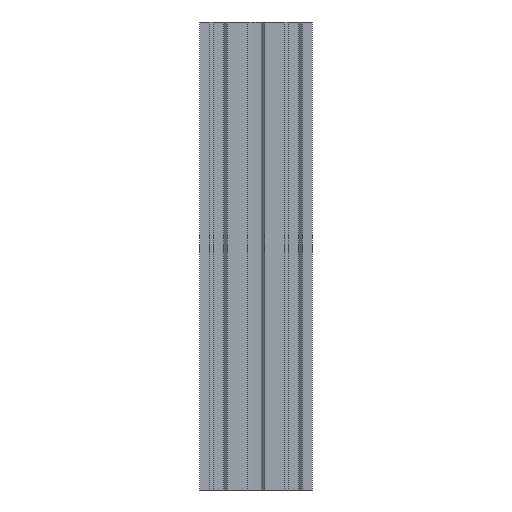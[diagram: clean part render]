
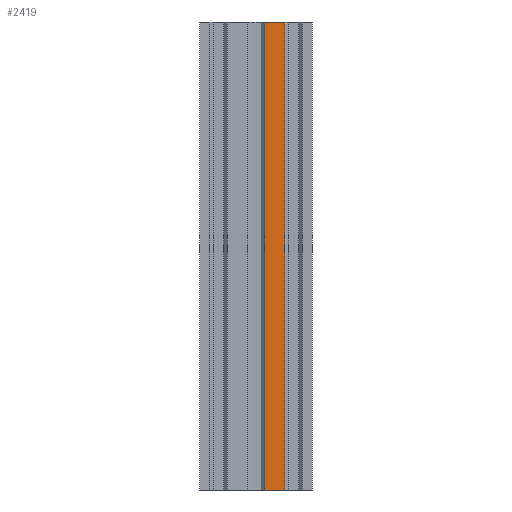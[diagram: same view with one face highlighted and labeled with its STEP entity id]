
A CAD part, left-side view. The second image highlights one B-rep face of the part: STEP entity #2419.
In plain terms, the highlighted planar face has unit normal (-1, 0, 0).
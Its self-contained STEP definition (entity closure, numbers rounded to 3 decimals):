
#96=FACE_OUTER_BOUND($,#221,.T.);
#221=EDGE_LOOP($,(#1931,#1932,#1933,#1934));
#341=LINE($,#3302,#665);
#463=LINE($,#3545,#787);
#532=LINE($,#3685,#856);
#552=LINE($,#3727,#876);
#665=VECTOR($,#2682,10.72);
#787=VECTOR($,#2824,10.72);
#856=VECTOR($,#2947,250.);
#876=VECTOR($,#3011,250.);
#986=VERTEX_POINT($,#3299);
#987=VERTEX_POINT($,#3301);
#1097=VERTEX_POINT($,#3542);
#1098=VERTEX_POINT($,#3544);
#1214=EDGE_CURVE($,#986,#987,#341,.T.);
#1336=EDGE_CURVE($,#1098,#1097,#463,.T.);
#1408=EDGE_CURVE($,#1097,#987,#532,.T.);
#1428=EDGE_CURVE($,#1098,#986,#552,.T.);
#1931=ORIENTED_EDGE($,*,*,#1336,.T.);
#1932=ORIENTED_EDGE($,*,*,#1408,.T.);
#1933=ORIENTED_EDGE($,*,*,#1214,.F.);
#1934=ORIENTED_EDGE($,*,*,#1428,.F.);
#2193=PLANE($,#2541);
#2419=ADVANCED_FACE($,(#96),#2193,.T.);
#2541=AXIS2_PLACEMENT_3D($,#3726,#3009,#3010);
#2682=DIRECTION($,(0.,-1.,0.));
#2824=DIRECTION($,(0.,-1.,0.));
#2947=DIRECTION($,(0.,0.,1.));
#3009=DIRECTION('center_axis',(-1.,0.,0.));
#3010=DIRECTION('ref_axis',(0.,-1.,0.));
#3011=DIRECTION($,(0.,0.,1.));
#3299=CARTESIAN_POINT('',(-10.,-24.64,250.));
#3301=CARTESIAN_POINT('',(-10.,-35.36,250.));
#3302=CARTESIAN_POINT($,(-10.,-24.64,250.));
#3542=CARTESIAN_POINT('',(-10.,-35.36,0.));
#3544=CARTESIAN_POINT('',(-10.,-24.64,0.));
#3545=CARTESIAN_POINT($,(-10.,-24.64,0.));
#3685=CARTESIAN_POINT($,(-10.,-35.36,0.));
#3726=CARTESIAN_POINT('Origin',(-10.,-24.64,0.));
#3727=CARTESIAN_POINT($,(-10.,-24.64,0.));
